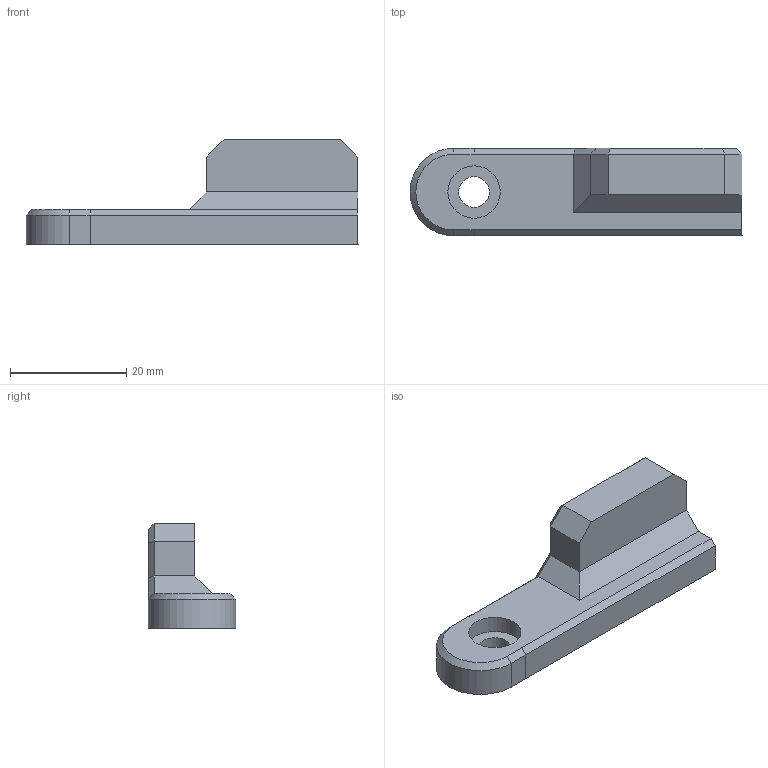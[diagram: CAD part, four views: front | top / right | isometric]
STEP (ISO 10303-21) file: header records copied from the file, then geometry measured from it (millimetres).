
FILE_DESCRIPTION(/* description */ (''),/* implementation_level */ '2;1');
FILE_NAME(/* name */ 'XY Endstop Block.step',/* time_stamp */ '2024-09-26T21:20:28+03:00',/* author */ (''),/* organization */ (''),/* preprocessor_version */ 'ST-DEVELOPER v20',/* originating_system */ 'Autodesk Translation Framework v13.14.0.145',/* authorisation */ '');
FILE_SCHEMA (('AUTOMOTIVE_DESIGN { 1 0 10303 214 3 1 1 }'));
Length unit declared in the file: millimetre
Products named in the file (1): Endstop Block
Bounding box: 57 x 15 x 18 mm (x, y, z)
Volume: 7241.3 mm3; surface area: 3212.3 mm2
Topology: 1 solids, 1 shells, 29 faces, 67 edges, 41 vertices
Faces by surface type: plane 25, cylinder 3, cone 1
Full cylindrical faces by diameter (mm): 5.3 x1, 9 x1
Entity records: 837 total; most frequent: CARTESIAN_POINT 138, ORIENTED_EDGE 134, DIRECTION 134, EDGE_CURVE 67, LINE 60, VECTOR 60, VERTEX_POINT 41, AXIS2_PLACEMENT_3D 37
